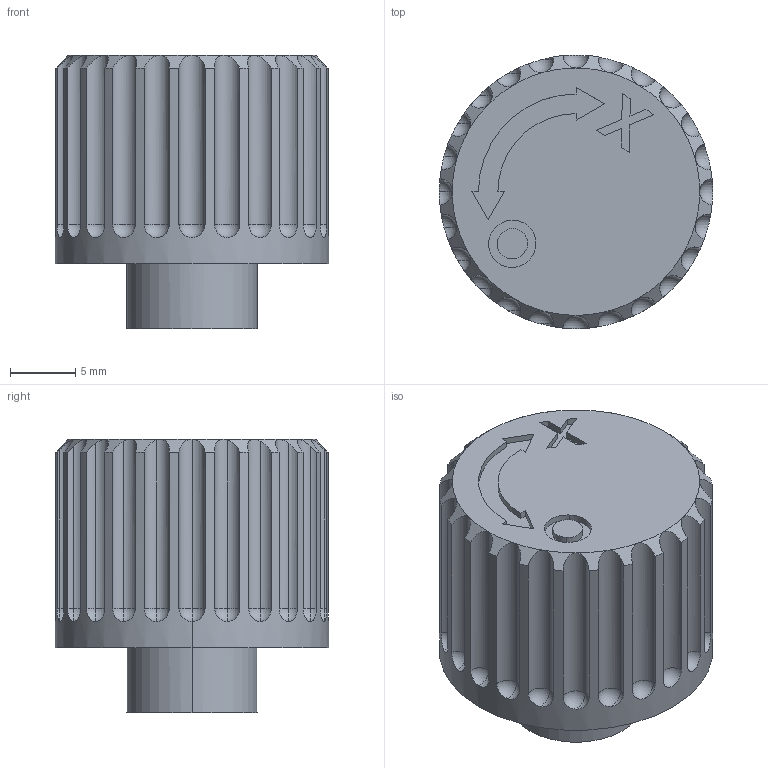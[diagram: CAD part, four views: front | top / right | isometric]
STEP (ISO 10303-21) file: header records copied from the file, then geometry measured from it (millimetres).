
FILE_DESCRIPTION (( 'STEP AP214' ), '1' );
FILE_NAME ('Knob.STEP', '2025-10-27T08:06:44', ( '' ), ( '' ), 'SwSTEP 2.0', 'SolidWorks 2020', '' );
FILE_SCHEMA (( 'AUTOMOTIVE_DESIGN' ));
Length unit declared in the file: millimetre
Products named in the file (1): Knob
Bounding box: 21 x 21 x 21 mm (x, y, z)
Volume: 3617 mm3; surface area: 3659.9 mm2
Topology: 1 solids, 1 shells, 161 faces, 467 edges, 292 vertices
Faces by surface type: cylinder 45, plane 40, sphere 35, cone 24, bspline 9, torus 8
Entity records: 6408 total; most frequent: CARTESIAN_POINT 2573, ORIENTED_EDGE 846, DIRECTION 732, EDGE_CURVE 423, AXIS2_PLACEMENT_3D 285, VERTEX_POINT 270, EDGE_LOOP 167, LINE 162
